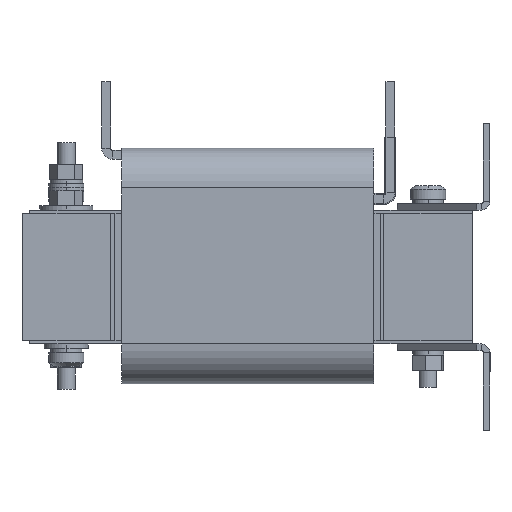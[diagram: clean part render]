
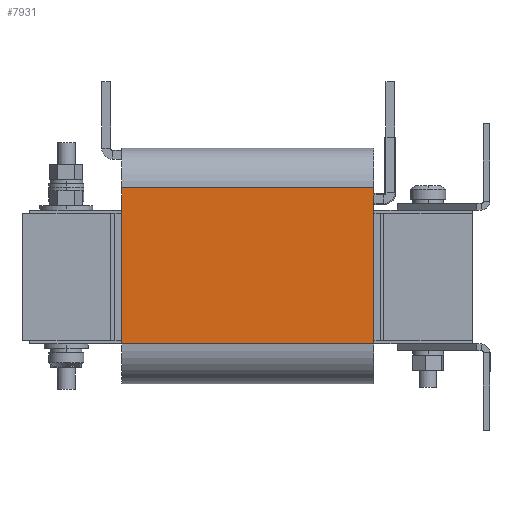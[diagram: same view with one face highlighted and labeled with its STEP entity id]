
A CAD part, left-side view. The second image highlights one B-rep face of the part: STEP entity #7931.
In plain terms, the highlighted planar face has unit normal (-1, 0, 0).
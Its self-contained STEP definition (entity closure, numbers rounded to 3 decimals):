
#307 = VECTOR ( 'NONE', #5350, 1000. ) ;
#688 = AXIS2_PLACEMENT_3D ( 'NONE', #5576, #8128, #10641 ) ;
#697 = LINE ( 'NONE', #10250, #307 ) ;
#1061 = VECTOR ( 'NONE', #12118, 1000. ) ;
#1170 = EDGE_CURVE ( 'Defeature ausgef�hrt5_27+Defeature ausgef�hrt5_26+Defeature ausgef�hrt5_18+Defeature ausgef�hrt5_19', #8076, #12633, #4644, .T. ) ;
#1397 = LINE ( 'NONE', #11482, #7796 ) ;
#3281 = EDGE_CURVE ( 'Defeature ausgef�hrt5_27+Defeature ausgef�hrt5_19+Defeature ausgef�hrt5_26+Defeature ausgef�hrt5_20', #12633, #16030, #12910, .T. ) ;
#3353 = CARTESIAN_POINT ( 'NONE',  ( -118., -57., 40.25 ) ) ;
#3577 = ORIENTED_EDGE ( 'NONE', *, *, #1170, .T. ) ;
#3946 = DIRECTION ( 'NONE',  ( 0., -1., 0. ) ) ;
#4644 = LINE ( 'NONE', #7387, #7363 ) ;
#4695 = FACE_OUTER_BOUND ( 'NONE', #6508, .T. ) ;
#5347 = ORIENTED_EDGE ( 'NONE', *, *, #9175, .F. ) ;
#5350 = DIRECTION ( 'NONE',  ( 0., 0., 1. ) ) ;
#5576 = CARTESIAN_POINT ( 'NONE',  ( -118., 57., 40.25 ) ) ;
#6508 = EDGE_LOOP ( 'NONE', ( #15692, #7219, #5347, #3577 ) ) ;
#7219 = ORIENTED_EDGE ( 'NONE', *, *, #10827, .F. ) ;
#7251 = CARTESIAN_POINT ( 'NONE',  ( -118., 57., -30.25 ) ) ;
#7363 = VECTOR ( 'NONE', #10937, 1000. ) ;
#7387 = CARTESIAN_POINT ( 'NONE',  ( -118., 57., -30.25 ) ) ;
#7796 = VECTOR ( 'NONE', #3946, 1000. ) ;
#7931 = ADVANCED_FACE ( 'Defeature ausgef�hrt5_27', ( #4695 ), #9274, .F. ) ;
#8076 = VERTEX_POINT ( 'NONE', #7251 ) ;
#8128 = DIRECTION ( 'NONE',  ( 1., 0., 0. ) ) ;
#8187 = CARTESIAN_POINT ( 'NONE',  ( -118., 57., 40.25 ) ) ;
#8843 = VERTEX_POINT ( 'NONE', #8187 ) ;
#9175 = EDGE_CURVE ( 'Defeature ausgef�hrt5_18+Defeature ausgef�hrt5_27+Defeature ausgef�hrt5_26+Defeature ausgef�hrt5_20', #8076, #8843, #697, .T. ) ;
#9274 = PLANE ( 'NONE',  #688 ) ;
#9428 = CARTESIAN_POINT ( 'NONE',  ( -118., -57., -30.25 ) ) ;
#10250 = CARTESIAN_POINT ( 'NONE',  ( -118., 57., 40.25 ) ) ;
#10641 = DIRECTION ( 'NONE',  ( 0., -1., 0. ) ) ;
#10827 = EDGE_CURVE ( 'Defeature ausgef�hrt5_20+Defeature ausgef�hrt5_27+Defeature ausgef�hrt5_18+Defeature ausgef�hrt5_19', #8843, #16030, #1397, .T. ) ;
#10888 = CARTESIAN_POINT ( 'NONE',  ( -118., -57., 40.25 ) ) ;
#10937 = DIRECTION ( 'NONE',  ( 0., -1., 0. ) ) ;
#11482 = CARTESIAN_POINT ( 'NONE',  ( -118., 57., 40.25 ) ) ;
#12118 = DIRECTION ( 'NONE',  ( 0., 0., 1. ) ) ;
#12633 = VERTEX_POINT ( 'NONE', #9428 ) ;
#12910 = LINE ( 'NONE', #10888, #1061 ) ;
#15692 = ORIENTED_EDGE ( 'NONE', *, *, #3281, .T. ) ;
#16030 = VERTEX_POINT ( 'NONE', #3353 ) ;
